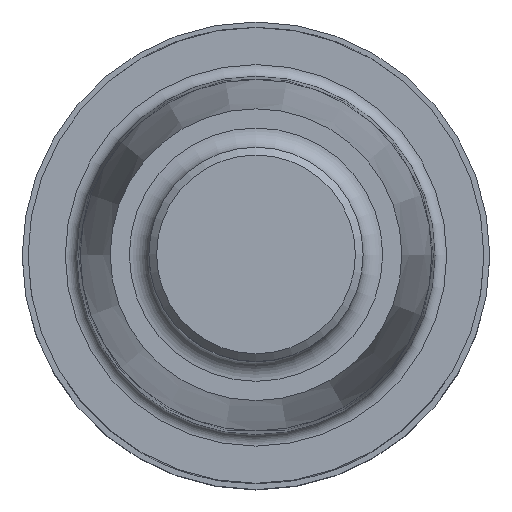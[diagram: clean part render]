
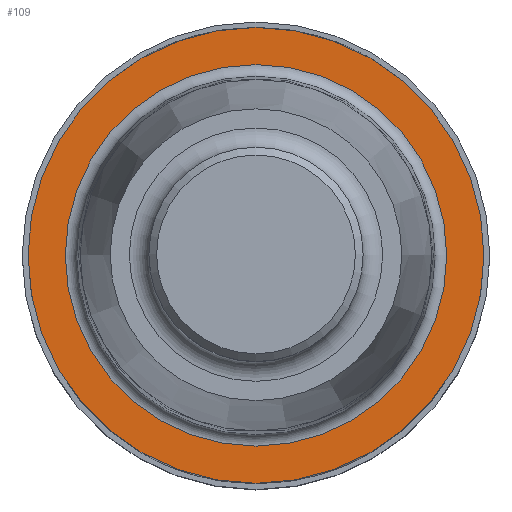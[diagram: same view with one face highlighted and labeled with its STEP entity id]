
A CAD part, top view. The second image highlights one B-rep face of the part: STEP entity #109.
In plain terms, the highlighted planar face has unit normal (0, 0, 1).
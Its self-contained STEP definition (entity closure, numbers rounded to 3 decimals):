
#90=FACE_BOUND('',#175,.T.);
#91=FACE_BOUND('',#176,.T.);
#109=ADVANCED_FACE('',(#90,#91),#127,.T.);
#127=PLANE('',#824);
#175=EDGE_LOOP('',(#231));
#176=EDGE_LOOP('',(#232));
#231=ORIENTED_EDGE('',*,*,#311,.T.);
#232=ORIENTED_EDGE('',*,*,#321,.F.);
#280=VERTEX_POINT('',#1122);
#290=VERTEX_POINT('',#1203);
#311=EDGE_CURVE('',#280,#280,#358,.T.);
#321=EDGE_CURVE('',#290,#290,#360,.T.);
#358=CIRCLE('',#815,4.895);
#360=CIRCLE('',#820,5.85);
#815=AXIS2_PLACEMENT_3D('',#1121,#945,#946);
#820=AXIS2_PLACEMENT_3D('',#1202,#957,#958);
#824=AXIS2_PLACEMENT_3D('',#1281,#967,#968);
#945=DIRECTION('',(0.,0.,-1.));
#946=DIRECTION('',(-1.,0.,0.));
#957=DIRECTION('',(0.,0.,-1.));
#958=DIRECTION('',(-1.,0.,0.));
#967=DIRECTION('',(0.,0.,1.));
#968=DIRECTION('',(1.,0.,0.));
#1121=CARTESIAN_POINT('',(0.,0.,0.));
#1122=CARTESIAN_POINT('',(-4.895,0.,0.));
#1202=CARTESIAN_POINT('',(0.,0.,0.));
#1203=CARTESIAN_POINT('',(-5.85,0.,0.));
#1281=CARTESIAN_POINT('',(0.,5.85,0.));
